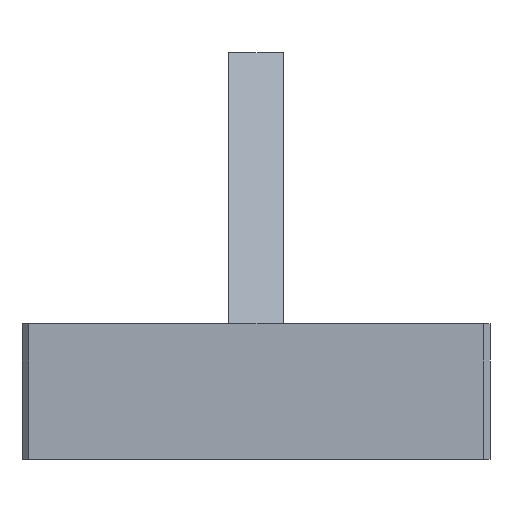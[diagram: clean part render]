
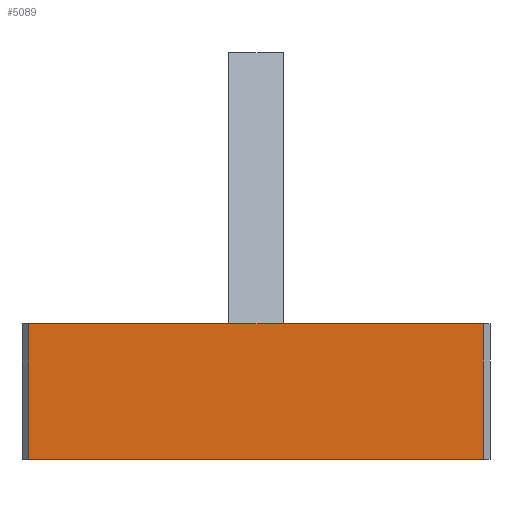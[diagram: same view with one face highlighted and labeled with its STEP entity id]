
A CAD part, front view. The second image highlights one B-rep face of the part: STEP entity #5089.
In plain terms, the highlighted planar face has unit normal (0, -1, 0).
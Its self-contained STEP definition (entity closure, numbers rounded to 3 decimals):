
#78 = CARTESIAN_POINT ( 'NONE',  ( 4., -205., 10. ) ) ;
#107 = DIRECTION ( 'NONE',  ( -1., 0., 0. ) ) ;
#197 = CARTESIAN_POINT ( 'NONE',  ( 4., -205., 10. ) ) ;
#350 = CARTESIAN_POINT ( 'NONE',  ( 33.5, -205., -10. ) ) ;
#430 = VECTOR ( 'NONE', #536, 1000. ) ;
#450 = LINE ( 'NONE', #2449, #2135 ) ;
#456 = CARTESIAN_POINT ( 'NONE',  ( -34.5, -205., 10. ) ) ;
#536 = DIRECTION ( 'NONE',  ( 1., 0., 0. ) ) ;
#772 = VECTOR ( 'NONE', #4749, 1000. ) ;
#830 = VERTEX_POINT ( 'NONE', #4102 ) ;
#953 = ORIENTED_EDGE ( 'NONE', *, *, #3186, .F. ) ;
#961 = DIRECTION ( 'NONE',  ( 1., 0., 0. ) ) ;
#1014 = VERTEX_POINT ( 'NONE', #2531 ) ;
#1051 = CARTESIAN_POINT ( 'NONE',  ( 33.5, -205., 10. ) ) ;
#1145 = PLANE ( 'NONE',  #2263 ) ;
#1488 = LINE ( 'NONE', #1051, #772 ) ;
#1559 = FACE_OUTER_BOUND ( 'NONE', #4389, .T. ) ;
#1670 = LINE ( 'NONE', #3303, #2870 ) ;
#1699 = DIRECTION ( 'NONE',  ( 1., 0., 0. ) ) ;
#2011 = CARTESIAN_POINT ( 'NONE',  ( -4., -205., 10. ) ) ;
#2051 = LINE ( 'NONE', #78, #2782 ) ;
#2135 = VECTOR ( 'NONE', #1699, 1000. ) ;
#2155 = ORIENTED_EDGE ( 'NONE', *, *, #2443, .T. ) ;
#2233 = ORIENTED_EDGE ( 'NONE', *, *, #2732, .T. ) ;
#2263 = AXIS2_PLACEMENT_3D ( 'NONE', #456, #4502, #4054 ) ;
#2278 = VERTEX_POINT ( 'NONE', #3975 ) ;
#2420 = VECTOR ( 'NONE', #961, 1000. ) ;
#2443 = EDGE_CURVE ( 'NONE', #830, #4441, #450, .T. ) ;
#2449 = CARTESIAN_POINT ( 'NONE',  ( -34.5, -205., -10. ) ) ;
#2531 = CARTESIAN_POINT ( 'NONE',  ( -33.5, -205., 10. ) ) ;
#2732 = EDGE_CURVE ( 'NONE', #4441, #2278, #1488, .T. ) ;
#2782 = VECTOR ( 'NONE', #107, 1000. ) ;
#2870 = VECTOR ( 'NONE', #3673, 1000. ) ;
#3015 = LINE ( 'NONE', #4955, #2420 ) ;
#3186 = EDGE_CURVE ( 'NONE', #5236, #2278, #3432, .T. ) ;
#3303 = CARTESIAN_POINT ( 'NONE',  ( -33.5, -205., 10. ) ) ;
#3405 = EDGE_CURVE ( 'NONE', #1014, #4269, #3015, .T. ) ;
#3432 = LINE ( 'NONE', #4520, #430 ) ;
#3673 = DIRECTION ( 'NONE',  ( 0., 0., -1. ) ) ;
#3693 = ORIENTED_EDGE ( 'NONE', *, *, #4015, .T. ) ;
#3975 = CARTESIAN_POINT ( 'NONE',  ( 33.5, -205., 10. ) ) ;
#4015 = EDGE_CURVE ( 'NONE', #1014, #830, #1670, .T. ) ;
#4054 = DIRECTION ( 'NONE',  ( 0., 0., 1. ) ) ;
#4061 = ORIENTED_EDGE ( 'NONE', *, *, #4145, .T. ) ;
#4102 = CARTESIAN_POINT ( 'NONE',  ( -33.5, -205., -10. ) ) ;
#4145 = EDGE_CURVE ( 'NONE', #5236, #4269, #2051, .T. ) ;
#4269 = VERTEX_POINT ( 'NONE', #2011 ) ;
#4389 = EDGE_LOOP ( 'NONE', ( #2155, #2233, #953, #4061, #5068, #3693 ) ) ;
#4441 = VERTEX_POINT ( 'NONE', #350 ) ;
#4502 = DIRECTION ( 'NONE',  ( 0., 1., 0. ) ) ;
#4520 = CARTESIAN_POINT ( 'NONE',  ( -34.5, -205., 10. ) ) ;
#4749 = DIRECTION ( 'NONE',  ( 0., 0., 1. ) ) ;
#4955 = CARTESIAN_POINT ( 'NONE',  ( -34.5, -205., 10. ) ) ;
#5068 = ORIENTED_EDGE ( 'NONE', *, *, #3405, .F. ) ;
#5089 = ADVANCED_FACE ( 'NONE', ( #1559 ), #1145, .F. ) ;
#5236 = VERTEX_POINT ( 'NONE', #197 ) ;
